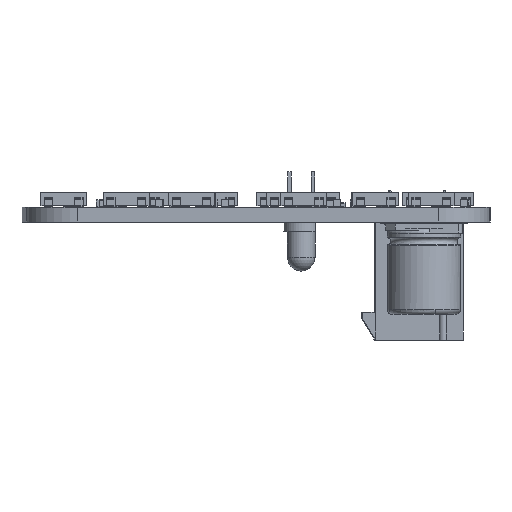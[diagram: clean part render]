
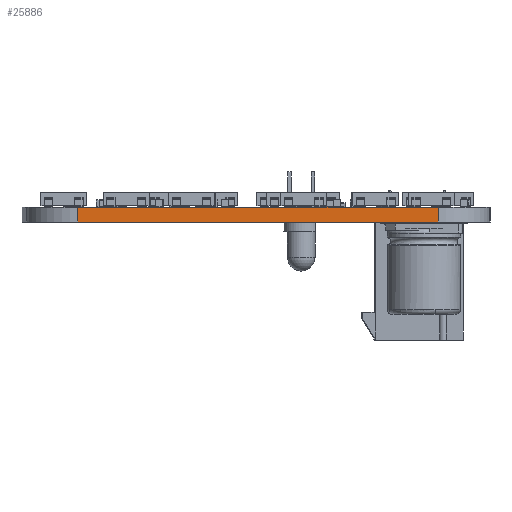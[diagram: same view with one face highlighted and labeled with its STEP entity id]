
A CAD part, left-side view. The second image highlights one B-rep face of the part: STEP entity #25886.
In plain terms, the highlighted planar face has unit normal (-1, 0.001, 0).
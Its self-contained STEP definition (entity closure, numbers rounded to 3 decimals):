
#23337 = PLANE('',#23338);
#23338 = AXIS2_PLACEMENT_3D('',#23339,#23340,#23341);
#23339 = CARTESIAN_POINT('',(147.399,-71.997,1.6));
#23340 = DIRECTION('',(-0.,-0.,-1.));
#23341 = DIRECTION('',(-1.,0.,0.));
#23396 = PLANE('',#23397);
#23397 = AXIS2_PLACEMENT_3D('',#23398,#23399,#23400);
#23398 = CARTESIAN_POINT('',(147.399,-71.997,0.));
#23399 = DIRECTION('',(-0.,-0.,-1.));
#23400 = DIRECTION('',(-1.,0.,0.));
#23809 = VERTEX_POINT('',#23810);
#23810 = CARTESIAN_POINT('',(82.854,-91.796,0.));
#23829 = CYLINDRICAL_SURFACE('',#23830,5.538);
#23830 = AXIS2_PLACEMENT_3D('',#23831,#23832,#23833);
#23831 = CARTESIAN_POINT('',(88.392,-91.846,0.));
#23832 = DIRECTION('',(-0.,-0.,-1.));
#23833 = DIRECTION('',(1.,0.,-0.));
#23841 = EDGE_CURVE('',#23809,#23842,#23844,.T.);
#23842 = VERTEX_POINT('',#23843);
#23843 = CARTESIAN_POINT('',(82.905,-52.527,0.));
#23844 = SURFACE_CURVE('',#23845,(#23849,#23856),.PCURVE_S1.);
#23845 = LINE('',#23846,#23847);
#23846 = CARTESIAN_POINT('',(82.854,-91.796,0.));
#23847 = VECTOR('',#23848,1.);
#23848 = DIRECTION('',(0.001,1.,0.));
#23849 = PCURVE('',#23396,#23850);
#23850 = DEFINITIONAL_REPRESENTATION('',(#23851),#23855);
#23851 = LINE('',#23852,#23853);
#23852 = CARTESIAN_POINT('',(64.544,-19.799));
#23853 = VECTOR('',#23854,1.);
#23854 = DIRECTION('',(-0.001,1.));
#23855 = ( GEOMETRIC_REPRESENTATION_CONTEXT(2) 
PARAMETRIC_REPRESENTATION_CONTEXT() REPRESENTATION_CONTEXT('2D SPACE',''
  ) );
#23856 = PCURVE('',#23857,#23862);
#23857 = PLANE('',#23858);
#23858 = AXIS2_PLACEMENT_3D('',#23859,#23860,#23861);
#23859 = CARTESIAN_POINT('',(82.854,-91.796,0.));
#23860 = DIRECTION('',(-1.,0.001,0.));
#23861 = DIRECTION('',(0.001,1.,0.));
#23862 = DEFINITIONAL_REPRESENTATION('',(#23863),#23867);
#23863 = LINE('',#23864,#23865);
#23864 = CARTESIAN_POINT('',(0.,0.));
#23865 = VECTOR('',#23866,1.);
#23866 = DIRECTION('',(1.,0.));
#23867 = ( GEOMETRIC_REPRESENTATION_CONTEXT(2) 
PARAMETRIC_REPRESENTATION_CONTEXT() REPRESENTATION_CONTEXT('2D SPACE',''
  ) );
#23890 = CYLINDRICAL_SURFACE('',#23891,5.538);
#23891 = AXIS2_PLACEMENT_3D('',#23892,#23893,#23894);
#23892 = CARTESIAN_POINT('',(88.443,-52.527,0.));
#23893 = DIRECTION('',(-0.,-0.,-1.));
#23894 = DIRECTION('',(1.,0.,-0.));
#24937 = VERTEX_POINT('',#24938);
#24938 = CARTESIAN_POINT('',(82.854,-91.796,1.6));
#24964 = EDGE_CURVE('',#24937,#24965,#24967,.T.);
#24965 = VERTEX_POINT('',#24966);
#24966 = CARTESIAN_POINT('',(82.905,-52.527,1.6));
#24967 = SURFACE_CURVE('',#24968,(#24972,#24979),.PCURVE_S1.);
#24968 = LINE('',#24969,#24970);
#24969 = CARTESIAN_POINT('',(82.854,-91.796,1.6));
#24970 = VECTOR('',#24971,1.);
#24971 = DIRECTION('',(0.001,1.,0.));
#24972 = PCURVE('',#23337,#24973);
#24973 = DEFINITIONAL_REPRESENTATION('',(#24974),#24978);
#24974 = LINE('',#24975,#24976);
#24975 = CARTESIAN_POINT('',(64.544,-19.799));
#24976 = VECTOR('',#24977,1.);
#24977 = DIRECTION('',(-0.001,1.));
#24978 = ( GEOMETRIC_REPRESENTATION_CONTEXT(2) 
PARAMETRIC_REPRESENTATION_CONTEXT() REPRESENTATION_CONTEXT('2D SPACE',''
  ) );
#24979 = PCURVE('',#23857,#24980);
#24980 = DEFINITIONAL_REPRESENTATION('',(#24981),#24985);
#24981 = LINE('',#24982,#24983);
#24982 = CARTESIAN_POINT('',(0.,-1.6));
#24983 = VECTOR('',#24984,1.);
#24984 = DIRECTION('',(1.,0.));
#24985 = ( GEOMETRIC_REPRESENTATION_CONTEXT(2) 
PARAMETRIC_REPRESENTATION_CONTEXT() REPRESENTATION_CONTEXT('2D SPACE',''
  ) );
#25838 = EDGE_CURVE('',#23842,#24965,#25839,.T.);
#25839 = SURFACE_CURVE('',#25840,(#25844,#25851),.PCURVE_S1.);
#25840 = LINE('',#25841,#25842);
#25841 = CARTESIAN_POINT('',(82.905,-52.527,0.));
#25842 = VECTOR('',#25843,1.);
#25843 = DIRECTION('',(0.,0.,1.));
#25844 = PCURVE('',#23890,#25845);
#25845 = DEFINITIONAL_REPRESENTATION('',(#25846),#25850);
#25846 = LINE('',#25847,#25848);
#25847 = CARTESIAN_POINT('',(-3.142,0.));
#25848 = VECTOR('',#25849,1.);
#25849 = DIRECTION('',(-0.,-1.));
#25850 = ( GEOMETRIC_REPRESENTATION_CONTEXT(2) 
PARAMETRIC_REPRESENTATION_CONTEXT() REPRESENTATION_CONTEXT('2D SPACE',''
  ) );
#25851 = PCURVE('',#23857,#25852);
#25852 = DEFINITIONAL_REPRESENTATION('',(#25853),#25857);
#25853 = LINE('',#25854,#25855);
#25854 = CARTESIAN_POINT('',(39.268,0.));
#25855 = VECTOR('',#25856,1.);
#25856 = DIRECTION('',(0.,-1.));
#25857 = ( GEOMETRIC_REPRESENTATION_CONTEXT(2) 
PARAMETRIC_REPRESENTATION_CONTEXT() REPRESENTATION_CONTEXT('2D SPACE',''
  ) );
#25886 = ADVANCED_FACE('',(#25887),#23857,.T.);
#25887 = FACE_BOUND('',#25888,.T.);
#25888 = EDGE_LOOP('',(#25889,#25910,#25911,#25912));
#25889 = ORIENTED_EDGE('',*,*,#25890,.T.);
#25890 = EDGE_CURVE('',#23809,#24937,#25891,.T.);
#25891 = SURFACE_CURVE('',#25892,(#25896,#25903),.PCURVE_S1.);
#25892 = LINE('',#25893,#25894);
#25893 = CARTESIAN_POINT('',(82.854,-91.796,0.));
#25894 = VECTOR('',#25895,1.);
#25895 = DIRECTION('',(0.,0.,1.));
#25896 = PCURVE('',#23857,#25897);
#25897 = DEFINITIONAL_REPRESENTATION('',(#25898),#25902);
#25898 = LINE('',#25899,#25900);
#25899 = CARTESIAN_POINT('',(0.,0.));
#25900 = VECTOR('',#25901,1.);
#25901 = DIRECTION('',(0.,-1.));
#25902 = ( GEOMETRIC_REPRESENTATION_CONTEXT(2) 
PARAMETRIC_REPRESENTATION_CONTEXT() REPRESENTATION_CONTEXT('2D SPACE',''
  ) );
#25903 = PCURVE('',#23829,#25904);
#25904 = DEFINITIONAL_REPRESENTATION('',(#25905),#25909);
#25905 = LINE('',#25906,#25907);
#25906 = CARTESIAN_POINT('',(-3.132,0.));
#25907 = VECTOR('',#25908,1.);
#25908 = DIRECTION('',(-0.,-1.));
#25909 = ( GEOMETRIC_REPRESENTATION_CONTEXT(2) 
PARAMETRIC_REPRESENTATION_CONTEXT() REPRESENTATION_CONTEXT('2D SPACE',''
  ) );
#25910 = ORIENTED_EDGE('',*,*,#24964,.T.);
#25911 = ORIENTED_EDGE('',*,*,#25838,.F.);
#25912 = ORIENTED_EDGE('',*,*,#23841,.F.);
